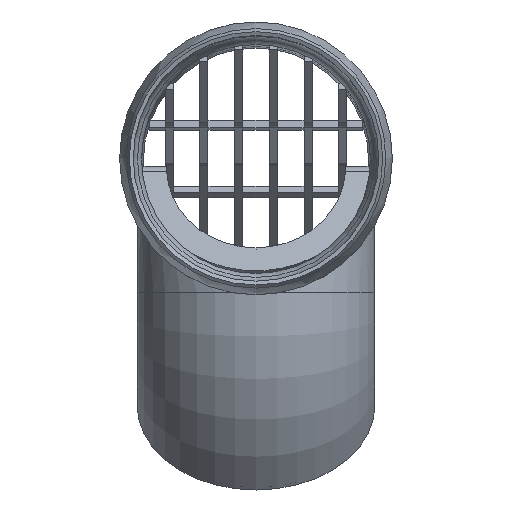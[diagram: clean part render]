
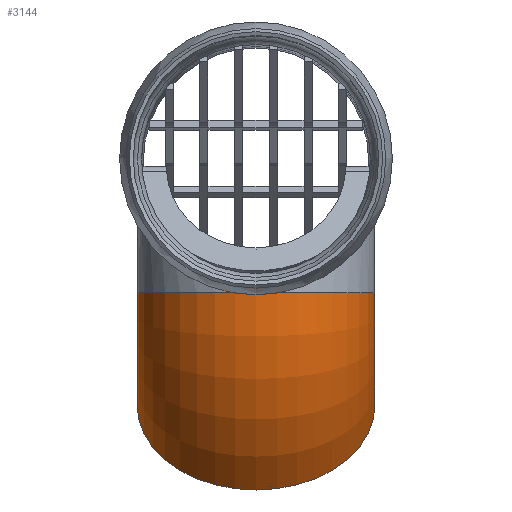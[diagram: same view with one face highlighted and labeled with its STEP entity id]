
A CAD part, top view. The second image highlights one B-rep face of the part: STEP entity #3144.
In plain terms, the highlighted toroidal (fillet/blend) face has major radius 600 mm and minor radius 445 mm.
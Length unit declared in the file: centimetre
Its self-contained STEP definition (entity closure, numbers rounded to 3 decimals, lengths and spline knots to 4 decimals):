
#337=FACE_OUTER_BOUND('',#580,.T.);
#580=EDGE_LOOP('',(#2042,#2043,#2044,#2045));
#848=CIRCLE('',#4361,44.5);
#849=CIRCLE('',#4362,15.5);
#850=CIRCLE('',#4363,44.5);
#957=VERTEX_POINT('',#6735);
#958=VERTEX_POINT('',#6737);
#1354=EDGE_CURVE('',#957,#957,#848,.T.);
#1355=EDGE_CURVE('',#957,#958,#849,.T.);
#1356=EDGE_CURVE('',#958,#958,#850,.T.);
#2042=ORIENTED_EDGE('',*,*,#1354,.F.);
#2043=ORIENTED_EDGE('',*,*,#1355,.T.);
#2044=ORIENTED_EDGE('',*,*,#1356,.F.);
#2045=ORIENTED_EDGE('',*,*,#1355,.F.);
#3111=TOROIDAL_SURFACE('',#4360,60.,44.5);
#3144=ADVANCED_FACE('',(#337),#3111,.T.);
#4360=AXIS2_PLACEMENT_3D('',#6734,#4857,#4858);
#4361=AXIS2_PLACEMENT_3D('',#6736,#4859,#4860);
#4362=AXIS2_PLACEMENT_3D('',#6738,#4861,#4862);
#4363=AXIS2_PLACEMENT_3D('',#6739,#4863,#4864);
#4857=DIRECTION('center_axis',(1.,0.,0.));
#4858=DIRECTION('ref_axis',(0.,0.,1.));
#4859=DIRECTION('center_axis',(0.,-0.707,
-0.707));
#4860=DIRECTION('ref_axis',(1.,0.,0.));
#4861=DIRECTION('center_axis',(-1.,0.,0.));
#4862=DIRECTION('ref_axis',(0.,0.,1.));
#4863=DIRECTION('center_axis',(0.,1.,0.));
#4864=DIRECTION('ref_axis',(1.,0.,0.));
#6734=CARTESIAN_POINT('Origin',(0.,-50.,218.));
#6735=CARTESIAN_POINT('',(0.,-60.9602,228.9602));
#6736=CARTESIAN_POINT('Origin',(0.,-92.4264,
260.4264));
#6737=CARTESIAN_POINT('',(0.,-50.,233.5));
#6738=CARTESIAN_POINT('Origin',(0.,-50.,218.));
#6739=CARTESIAN_POINT('Origin',(0.,-50.,278.));
